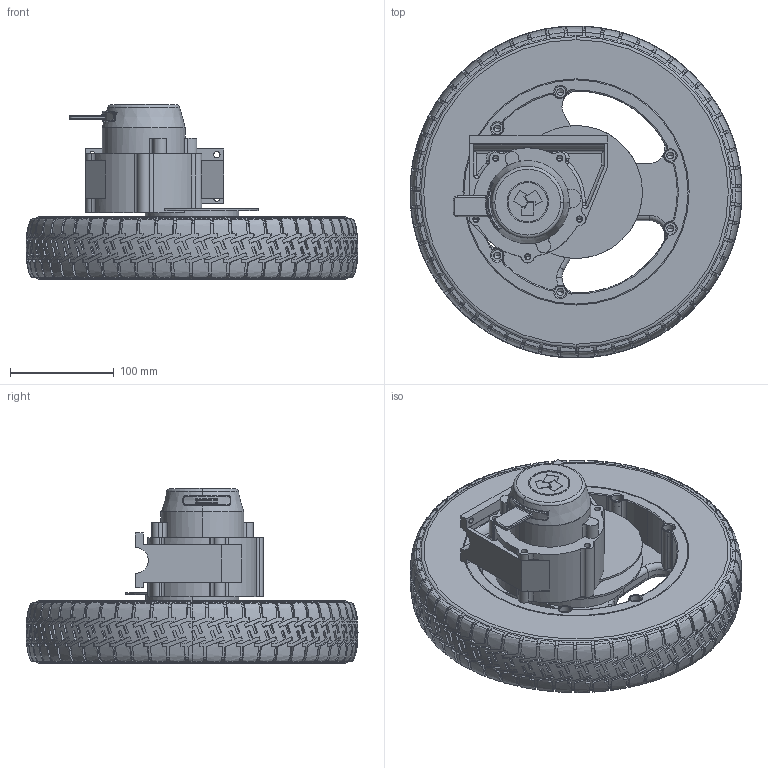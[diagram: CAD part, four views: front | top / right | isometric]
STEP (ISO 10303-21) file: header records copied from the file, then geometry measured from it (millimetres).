
FILE_DESCRIPTION (( 'STEP AP203' ), '1' );
FILE_NAME ('12寸轮椅车电机（左）.STEP', '2016-04-18T02:28:34', ( 'mycomputer' ), ( 'mycomputer' ), 'SwSTEP 2.0', 'SolidWorks 2014', '' );
FILE_SCHEMA (( 'CONFIG_CONTROL_DESIGN' ));
Products named in the file (3): 12渡謫眛陬萇儂〞〞酘; 謫怚ㄗ12渡ㄘ; 12渡謫眛陬萇儂ㄗ酘ㄘ
Assembly tree (2 placements, depth 2):
  12渡謫眛陬萇儂ㄗ酘ㄘ
    12渡謫眛陬萇儂〞〞酘
    謫怚ㄗ12渡ㄘ
Bounding box: 319.99 x 319.99 x 169 mm (x, y, z)
Volume: 4302904.8 mm3; surface area: 443565.1 mm2
Topology: 2 solids, 2 shells, 2227 faces, 6431 edges, 4202 vertices
Faces by surface type: plane 1451, bspline 286, cylinder 229, torus 223, cone 36, sphere 2
Entity records: 89697 total; most frequent: CARTESIAN_POINT 36794, ORIENTED_EDGE 12798, DIRECTION 8839, EDGE_CURVE 6399, VERTEX_POINT 4200, AXIS2_PLACEMENT_3D 3567, B_SPLINE_CURVE_WITH_KNOTS 3054, EDGE_LOOP 2275
